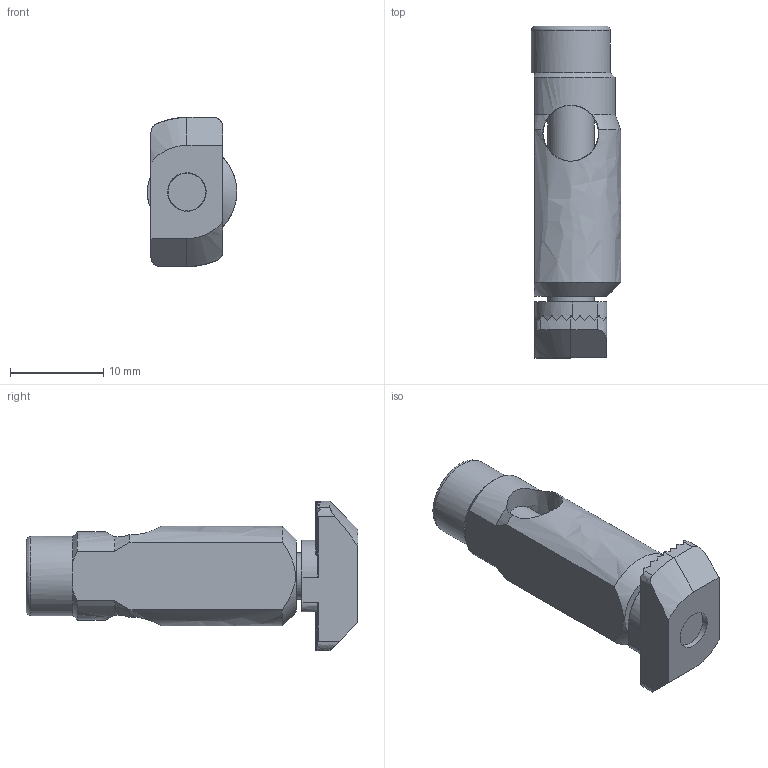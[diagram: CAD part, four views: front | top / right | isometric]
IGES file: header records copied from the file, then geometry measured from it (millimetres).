
Global section: file name: 340530; native system: Autodesk Inventor 2021; preprocessor: unknown; author: aluteckkpl_kk; date: 20230320.180415; units: millimetre
Bounding box: 9.6 x 35.6 x 16 mm (x, y, z)
Volume: 2462.6 mm3; surface area: 1857.7 mm2
Topology: 1 solids, 2 shells, 122 faces, 335 edges, 218 vertices
Faces by surface type: bspline 122
